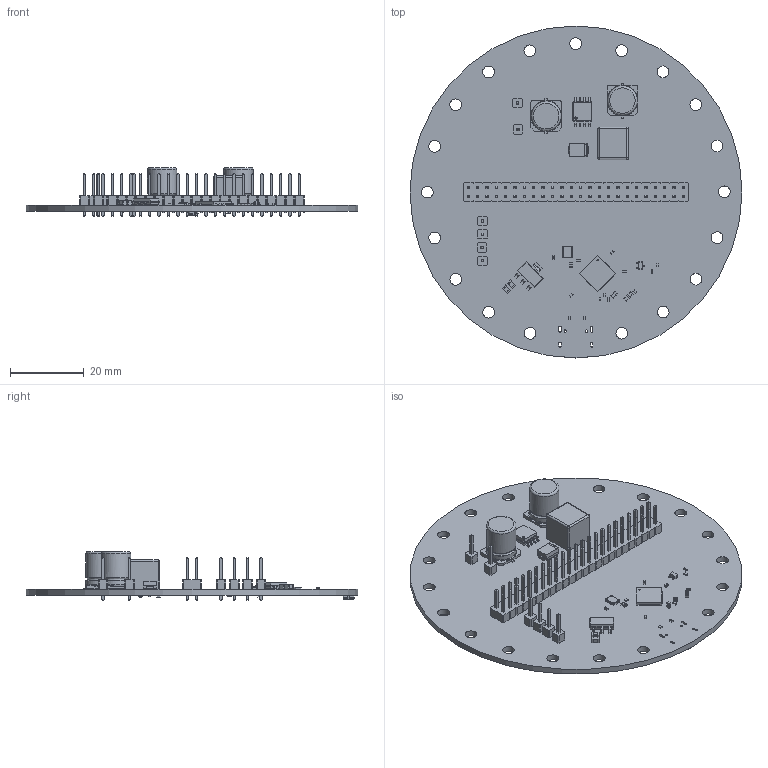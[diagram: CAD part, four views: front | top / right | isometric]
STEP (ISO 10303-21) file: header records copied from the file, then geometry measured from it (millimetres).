
FILE_DESCRIPTION(('KiCad electronic assembly'),'2;1');
FILE_NAME('mainBoard.step','2024-11-04T00:09:55',('Pcbnew'),('Kicad'), 'Open CASCADE STEP processor 7.8','KiCad to STEP converter','Unknown' );
FILE_SCHEMA(('AUTOMOTIVE_DESIGN { 1 0 10303 214 1 1 1 1 }'));
Length unit declared in the file: millimetre
Products named in the file (30): mainBoard 1; L_Coilcraft_XAL8080-XXX; CQ assembly; SOT-323_SC-70; SOT_323_SC_70; C_0402_1005Metric; C_Elec_8x10.2; C_Elec_8x102; R_0402_1005Metric; C_0805_2012Metric; PinHeader_2x24_P2.54mm_Vertical; PinHeader_2x24_P254mm_Vertical; Crystal_SMD_3225-4Pin_3.2x2.5mm; PinHeader_1x01_P2.54mm_Vertical; PinHeader_1x01_P254mm_Vertical; D_SMB; SOP-8_5.28x5.23mm_P1.27mm; QFN-56-1EP_7x7mm_P0.4mm_EP3.2x3.2mm; QFN_56_1EP_7x7mm_P04mm_EP32x32mm; SOT-223; SOT_223; SOT-23; SOT_23; mainBoard_PCB
Assembly tree (76 placements, depth 3):
  mainBoard 1
    L_Coilcraft_XAL8080-XXX
      CQ assembly
    SOT-323_SC-70
      SOT_323_SC_70
    C_0402_1005Metric  x16
      C_0402_1005Metric
    C_Elec_8x10.2  x2
      C_Elec_8x102
    R_0402_1005Metric  x26
      R_0402_1005Metric
    C_0805_2012Metric  x2
      C_0805_2012Metric
    PinHeader_2x24_P2.54mm_Vertical
      PinHeader_2x24_P254mm_Vertical
    Crystal_SMD_3225-4Pin_3.2x2.5mm
      Crystal_SMD_3225-4Pin_3.2x2.5mm
    PinHeader_1x01_P2.54mm_Vertical  x6
      PinHeader_1x01_P254mm_Vertical
    D_SMB
      D_SMB
    SOP-8_5.28x5.23mm_P1.27mm
      SOP-8_5.28x5.23mm_P1.27mm
    QFN-56-1EP_7x7mm_P0.4mm_EP3.2x3.2mm
      QFN_56_1EP_7x7mm_P04mm_EP32x32mm
    SOT-223
      SOT_223
    SOT-23
      SOT_23
    mainBoard_PCB
Bounding box: 90.2 x 90.2 x 13.2 mm (x, y, z)
Volume: 12808.2 mm3; surface area: 17758.2 mm2
Topology: 66 solids, 66 shells, 3372 faces, 8535 edges, 5445 vertices
Faces by surface type: plane 2635, cylinder 627, bspline 100, sphere 4, torus 4, revolution 2
Full cylindrical faces by diameter (mm): 0.02 x2, 0.4 x1, 0.65 x2, 1 x54, 3.2 x19, 8 x4, 90.2 x1
Entity records: 73509 total; most frequent: CARTESIAN_POINT 11311, ORIENTED_EDGE 10522, DIRECTION 9726, EDGE_CURVE 5261, LINE 4677, VECTOR 4677, VERTEX_POINT 3315, AXIS2_PLACEMENT_3D 2524
